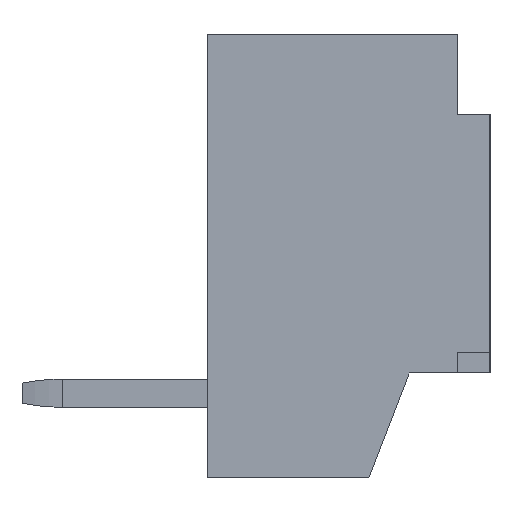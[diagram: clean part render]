
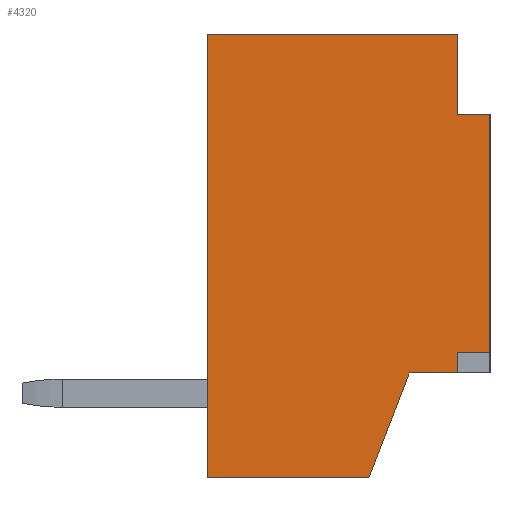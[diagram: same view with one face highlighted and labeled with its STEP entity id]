
A CAD part, left-side view. The second image highlights one B-rep face of the part: STEP entity #4320.
In plain terms, the highlighted planar face has unit normal (-1, 0, 0).
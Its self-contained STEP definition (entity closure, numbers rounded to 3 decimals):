
#9=DIRECTION('',(0.,-1.,0.));
#10=VECTOR('',#9,2.);
#11=CARTESIAN_POINT('',(-5.875,1.75,-2.75));
#12=LINE('',#11,#10);
#25=DIRECTION('',(0.,0.,1.));
#26=VECTOR('',#25,0.25);
#27=CARTESIAN_POINT('',(-5.875,-1.35,-1.45));
#28=LINE('',#27,#26);
#29=DIRECTION('',(0.,1.,0.));
#30=VECTOR('',#29,0.6);
#31=CARTESIAN_POINT('',(-5.875,-1.35,-1.45));
#32=LINE('',#31,#30);
#33=DIRECTION('',(0.,-0.359,0.933));
#34=VECTOR('',#33,1.393);
#35=CARTESIAN_POINT('',(-5.875,-0.25,-2.75));
#36=LINE('',#35,#34);
#37=DIRECTION('',(0.,0.,1.));
#38=VECTOR('',#37,5.5);
#39=CARTESIAN_POINT('',(-5.875,1.75,-2.75));
#40=LINE('',#39,#38);
#41=DIRECTION('',(0.,0.,-1.));
#42=VECTOR('',#41,1.);
#43=CARTESIAN_POINT('',(-5.875,-1.35,2.75));
#44=LINE('',#43,#42);
#45=DIRECTION('',(0.,1.,0.));
#46=VECTOR('',#45,0.4);
#47=CARTESIAN_POINT('',(-5.875,-1.75,1.75));
#48=LINE('',#47,#46);
#49=DIRECTION('',(0.,1.,0.));
#50=VECTOR('',#49,0.4);
#51=CARTESIAN_POINT('',(-5.875,-1.75,-1.2));
#52=LINE('',#51,#50);
#185=DIRECTION('',(0.,0.,1.));
#186=VECTOR('',#185,2.95);
#187=CARTESIAN_POINT('',(-5.875,-1.75,-1.2));
#188=LINE('',#187,#186);
#277=DIRECTION('',(0.,-1.,0.));
#278=VECTOR('',#277,3.1);
#279=CARTESIAN_POINT('',(-5.875,1.75,2.75));
#280=LINE('',#279,#278);
#3249=CARTESIAN_POINT('',(-5.875,1.75,-2.75));
#3250=CARTESIAN_POINT('',(-5.875,1.75,2.75));
#3251=VERTEX_POINT('',#3249);
#3252=VERTEX_POINT('',#3250);
#3281=CARTESIAN_POINT('',(-5.875,-1.75,1.75));
#3282=CARTESIAN_POINT('',(-5.875,-1.35,1.75));
#3283=VERTEX_POINT('',#3281);
#3284=VERTEX_POINT('',#3282);
#3297=CARTESIAN_POINT('',(-5.875,-1.35,2.75));
#3298=VERTEX_POINT('',#3297);
#3797=CARTESIAN_POINT('',(-5.875,-0.25,-2.75));
#3799=VERTEX_POINT('',#3797);
#3805=CARTESIAN_POINT('',(-5.875,-0.75,-1.45));
#3806=VERTEX_POINT('',#3805);
#3913=CARTESIAN_POINT('',(-5.875,-1.35,-1.45));
#3914=CARTESIAN_POINT('',(-5.875,-1.35,-1.2));
#3915=VERTEX_POINT('',#3913);
#3916=VERTEX_POINT('',#3914);
#3917=CARTESIAN_POINT('',(-5.875,-1.75,-1.2));
#3918=VERTEX_POINT('',#3917);
#4295=CARTESIAN_POINT('',(-5.875,1.75,-2.75));
#4296=DIRECTION('',(-1.,0.,0.));
#4297=DIRECTION('',(0.,-1.,0.));
#4298=AXIS2_PLACEMENT_3D('',#4295,#4296,#4297);
#4299=PLANE('',#4298);
#4301=ORIENTED_EDGE('',*,*,#4300,.F.);
#4303=ORIENTED_EDGE('',*,*,#4302,.T.);
#4304=ORIENTED_EDGE('',*,*,#4271,.F.);
#4305=ORIENTED_EDGE('',*,*,#4244,.F.);
#4307=ORIENTED_EDGE('',*,*,#4306,.T.);
#4309=ORIENTED_EDGE('',*,*,#4308,.T.);
#4311=ORIENTED_EDGE('',*,*,#4310,.T.);
#4313=ORIENTED_EDGE('',*,*,#4312,.F.);
#4315=ORIENTED_EDGE('',*,*,#4314,.F.);
#4317=ORIENTED_EDGE('',*,*,#4316,.T.);
#4318=EDGE_LOOP('',(#4301,#4303,#4304,#4305,#4307,#4309,#4311,#4313,#4315,
#4317));
#4319=FACE_OUTER_BOUND('',#4318,.F.);
#4320=ADVANCED_FACE('',(#4319),#4299,.T.);
#4244=EDGE_CURVE('',#3251,#3799,#12,.T.);
#4271=EDGE_CURVE('',#3799,#3806,#36,.T.);
#4300=EDGE_CURVE('',#3915,#3916,#28,.T.);
#4302=EDGE_CURVE('',#3915,#3806,#32,.T.);
#4306=EDGE_CURVE('',#3251,#3252,#40,.T.);
#4308=EDGE_CURVE('',#3252,#3298,#280,.T.);
#4310=EDGE_CURVE('',#3298,#3284,#44,.T.);
#4312=EDGE_CURVE('',#3283,#3284,#48,.T.);
#4314=EDGE_CURVE('',#3918,#3283,#188,.T.);
#4316=EDGE_CURVE('',#3918,#3916,#52,.T.);
